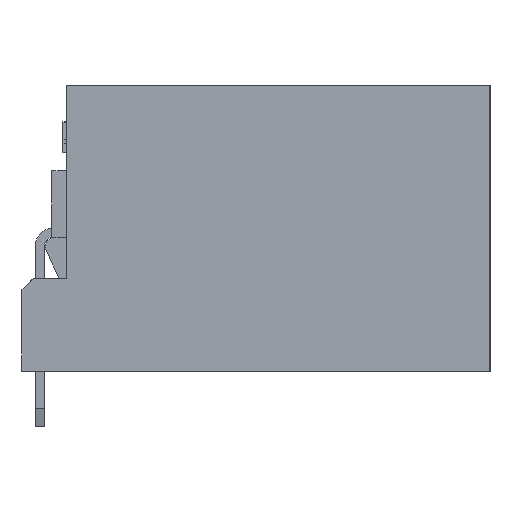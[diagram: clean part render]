
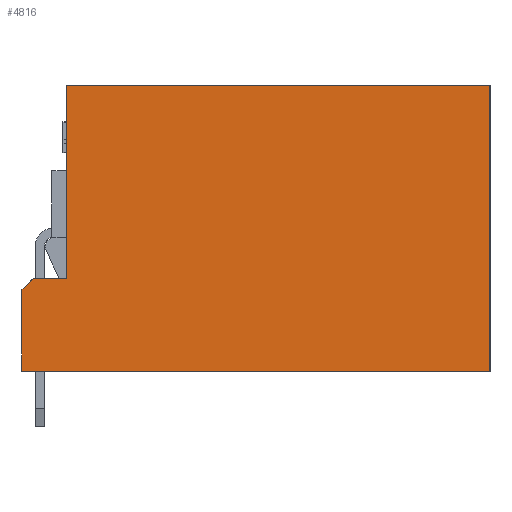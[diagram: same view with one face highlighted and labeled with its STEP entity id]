
A CAD part, left-side view. The second image highlights one B-rep face of the part: STEP entity #4816.
In plain terms, the highlighted planar face has unit normal (-1, 0, 0).
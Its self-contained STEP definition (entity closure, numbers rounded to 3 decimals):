
#557=CARTESIAN_POINT('',(-5.4,0.2,-6.4));
#558=VERTEX_POINT('',#557);
#565=CARTESIAN_POINT('',(-5.4,-11.2,-6.4));
#566=VERTEX_POINT('',#565);
#567=CARTESIAN_POINT('',(-5.4,0.2,-6.4));
#568=DIRECTION('',(0.,-1.,0.));
#569=VECTOR('',#568,11.4);
#570=LINE('',#567,#569);
#571=EDGE_CURVE('',#558,#566,#570,.T.);
#1595=CARTESIAN_POINT('',(-5.4,0.2,-11.6));
#1596=VERTEX_POINT('',#1595);
#1603=CARTESIAN_POINT('',(-5.4,0.2,-11.6));
#1604=DIRECTION('',(0.,0.,1.));
#1605=VECTOR('',#1604,5.2);
#1606=LINE('',#1603,#1605);
#1607=EDGE_CURVE('',#1596,#558,#1606,.T.);
#4506=CARTESIAN_POINT('',(-5.4,-11.2,-14.1));
#4507=VERTEX_POINT('',#4506);
#4514=CARTESIAN_POINT('',(-5.4,1.4,-14.1));
#4515=VERTEX_POINT('',#4514);
#4516=CARTESIAN_POINT('',(-5.4,-11.2,-14.1));
#4517=DIRECTION('',(0.,1.,0.));
#4518=VECTOR('',#4517,12.6);
#4519=LINE('',#4516,#4518);
#4520=EDGE_CURVE('',#4507,#4515,#4519,.T.);
#4774=CARTESIAN_POINT('',(-5.4,-11.2,-6.4));
#4775=DIRECTION('',(0.,0.,-1.));
#4776=VECTOR('',#4775,7.7);
#4777=LINE('',#4774,#4776);
#4778=EDGE_CURVE('',#566,#4507,#4777,.T.);
#4783=CARTESIAN_POINT('',(-5.4,-0.3,-12.8));
#4784=DIRECTION('',(0.,0.,1.));
#4785=DIRECTION('',(-1.,0.,0.));
#4786=AXIS2_PLACEMENT_3D('',#4783,#4785,#4784);
#4787=PLANE('',#4786);
#4788=ORIENTED_EDGE('',*,*,#1607,.F.);
#4789=CARTESIAN_POINT('',(-5.4,1.1,-11.6));
#4790=VERTEX_POINT('',#4789);
#4791=CARTESIAN_POINT('',(-5.4,0.2,-11.6));
#4792=DIRECTION('',(0.,1.,0.));
#4793=VECTOR('',#4792,0.9);
#4794=LINE('',#4791,#4793);
#4795=EDGE_CURVE('',#1596,#4790,#4794,.T.);
#4796=ORIENTED_EDGE('',*,*,#4795,.T.);
#4797=CARTESIAN_POINT('',(-5.4,1.4,-11.9));
#4798=VERTEX_POINT('',#4797);
#4799=CARTESIAN_POINT('',(-5.4,1.1,-11.6));
#4800=DIRECTION('',(0.,0.707,-0.707));
#4801=VECTOR('',#4800,0.424);
#4802=LINE('',#4799,#4801);
#4803=EDGE_CURVE('',#4790,#4798,#4802,.T.);
#4804=ORIENTED_EDGE('',*,*,#4803,.T.);
#4805=CARTESIAN_POINT('',(-5.4,1.4,-11.9));
#4806=DIRECTION('',(0.,0.,-1.));
#4807=VECTOR('',#4806,2.2);
#4808=LINE('',#4805,#4807);
#4809=EDGE_CURVE('',#4798,#4515,#4808,.T.);
#4810=ORIENTED_EDGE('',*,*,#4809,.T.);
#4811=ORIENTED_EDGE('',*,*,#4520,.F.);
#4812=ORIENTED_EDGE('',*,*,#4778,.F.);
#4813=ORIENTED_EDGE('',*,*,#571,.F.);
#4814=EDGE_LOOP('',(#4788,#4796,#4804,#4810,#4811,#4812,#4813));
#4815=FACE_OUTER_BOUND('',#4814,.T.);
#4816=ADVANCED_FACE('',(#4815),#4787,.T.);
